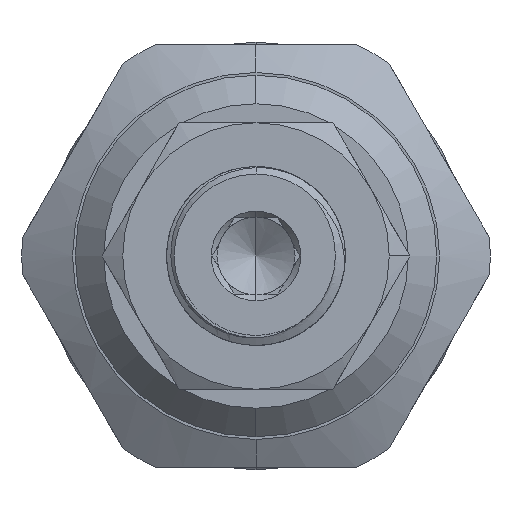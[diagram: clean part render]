
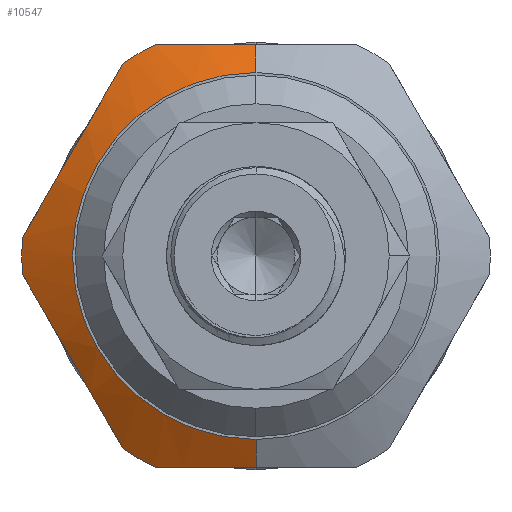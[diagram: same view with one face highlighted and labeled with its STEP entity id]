
A CAD part, left-side view. The second image highlights one B-rep face of the part: STEP entity #10547.
In plain terms, the highlighted conical face has half-angle 60 degrees and reference radius 9.642 mm.
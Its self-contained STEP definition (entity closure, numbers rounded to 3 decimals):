
#49 = CARTESIAN_POINT ( 'NONE',  ( 12., 0., -9.642 ) ) ;
#79 = CARTESIAN_POINT ( 'NONE',  ( 12.911, 10.516, 4.006 ) ) ;
#158 = EDGE_CURVE ( 'NONE', #7315, #7855, #9690, .T. ) ;
#219 = CARTESIAN_POINT ( 'NONE',  ( 13.535, 5.278, -11.11 ) ) ;
#288 = CARTESIAN_POINT ( 'NONE',  ( 13.535, 6.983, 10.126 ) ) ;
#400 = CARTESIAN_POINT ( 'NONE',  ( 12., 0., 0. ) ) ;
#531 = CARTESIAN_POINT ( 'NONE',  ( 13.147, 7.851, -8.621 ) ) ;
#569 = CIRCLE ( 'NONE', #1679, 12.3 ) ;
#700 = VERTEX_POINT ( 'NONE', #4774 ) ;
#839 = VERTEX_POINT ( 'NONE', #5376 ) ;
#860 = DIRECTION ( 'NONE',  ( 0., 0., -1. ) ) ;
#1281 = DIRECTION ( 'NONE',  ( 0.5, 0., -0.866 ) ) ;
#1285 = ORIENTED_EDGE ( 'NONE', *, *, #1490, .F. ) ;
#1328 = VERTEX_POINT ( 'NONE', #4627 ) ;
#1490 = EDGE_CURVE ( 'NONE', #7315, #8041, #3546, .T. ) ;
#1679 = AXIS2_PLACEMENT_3D ( 'NONE', #12013, #9282, #6503 ) ;
#1770 = FACE_OUTER_BOUND ( 'NONE', #9171, .T. ) ;
#1795 = LINE ( 'NONE', #9576, #3112 ) ;
#2059 = CARTESIAN_POINT ( 'NONE',  ( 12.91, 1.775, -11.11 ) ) ;
#2165 = DIRECTION ( 'NONE',  ( -1., 0., 0. ) ) ;
#2182 = DIRECTION ( 'NONE',  ( -1., 0., 0. ) ) ;
#2221 = CARTESIAN_POINT ( 'NONE',  ( 12.909, 8.739, 7.084 ) ) ;
#2279 = CARTESIAN_POINT ( 'NONE',  ( 13.535, 6.983, -10.126 ) ) ;
#2417 = ORIENTED_EDGE ( 'NONE', *, *, #4883, .F. ) ;
#2444 = DIRECTION ( 'NONE',  ( 1., 0., 0. ) ) ;
#2492 = CARTESIAN_POINT ( 'NONE',  ( 12.909, 10.504, -4.026 ) ) ;
#2699 = ORIENTED_EDGE ( 'NONE', *, *, #8646, .T. ) ;
#2823 = CARTESIAN_POINT ( 'NONE',  ( 13.32, 11.827, 1.735 ) ) ;
#2967 = CARTESIAN_POINT ( 'NONE',  ( 12., 0., 9.642 ) ) ;
#3074 = VECTOR ( 'NONE', #1281, 1000. ) ;
#3112 = VECTOR ( 'NONE', #5112, 1000. ) ;
#3260 = ORIENTED_EDGE ( 'NONE', *, *, #8359, .F. ) ;
#3340 = CARTESIAN_POINT ( 'NONE',  ( 12.848, 9.168, -6.34 ) ) ;
#3430 = ORIENTED_EDGE ( 'NONE', *, *, #6056, .T. ) ;
#3546 = B_SPLINE_CURVE_WITH_KNOTS ( 'NONE', 3,
 ( #4711, #2823, #5641, #79, #6799, #7733, #2221, #10458, #10420, #288 ),
 .UNSPECIFIED., .F., .F.,
 ( 4, 2, 2, 2, 4 ),
 ( 0., 0.003, 0.005, 0.008, 0.011 ),
 .UNSPECIFIED. ) ;
#3652 = CARTESIAN_POINT ( 'NONE',  ( 13.535, 12.261, 0.984 ) ) ;
#3746 = CARTESIAN_POINT ( 'NONE',  ( 13.535, 5.278, 11.11 ) ) ;
#3775 = B_SPLINE_CURVE_WITH_KNOTS ( 'NONE', 3,
 ( #7581, #5688, #2059, #5616, #5725, #219 ),
 .UNSPECIFIED., .F., .F.,
 ( 4, 2, 4 ),
 ( 0.016, 0.018, 0.021 ),
 .UNSPECIFIED. ) ;
#4249 = EDGE_CURVE ( 'NONE', #700, #8767, #3775, .T. ) ;
#4272 = VERTEX_POINT ( 'NONE', #49 ) ;
#4613 = CARTESIAN_POINT ( 'NONE',  ( 13.322, 4.419, 11.11 ) ) ;
#4627 = CARTESIAN_POINT ( 'NONE',  ( 13.535, 5.278, 11.11 ) ) ;
#4656 = CARTESIAN_POINT ( 'NONE',  ( 12.91, 1.775, 11.11 ) ) ;
#4711 = CARTESIAN_POINT ( 'NONE',  ( 13.535, 12.261, 0.984 ) ) ;
#4774 = CARTESIAN_POINT ( 'NONE',  ( 12.848, 0., -11.11 ) ) ;
#4883 = EDGE_CURVE ( 'NONE', #7443, #7855, #8337, .T. ) ;
#5006 = CARTESIAN_POINT ( 'NONE',  ( 12., 0., -9.642 ) ) ;
#5112 = DIRECTION ( 'NONE',  ( 0.5, 0., 0.866 ) ) ;
#5114 = CARTESIAN_POINT ( 'NONE',  ( 12.847, 10.056, -4.803 ) ) ;
#5376 = CARTESIAN_POINT ( 'NONE',  ( 12.848, 0., 11.11 ) ) ;
#5501 = CIRCLE ( 'NONE', #11221, 12.3 ) ;
#5616 = CARTESIAN_POINT ( 'NONE',  ( 13.148, 3.549, -11.11 ) ) ;
#5641 = CARTESIAN_POINT ( 'NONE',  ( 13.147, 11.392, 2.489 ) ) ;
#5688 = CARTESIAN_POINT ( 'NONE',  ( 12.848, 0.885, -11.11 ) ) ;
#5725 = CARTESIAN_POINT ( 'NONE',  ( 13.322, 4.419, -11.11 ) ) ;
#5789 = CARTESIAN_POINT ( 'NONE',  ( 13.535, 0., 0. ) ) ;
#5859 = DIRECTION ( 'NONE',  ( 0., 0., 1. ) ) ;
#5920 = ORIENTED_EDGE ( 'NONE', *, *, #10919, .F. ) ;
#6056 = EDGE_CURVE ( 'NONE', #10848, #839, #1795, .T. ) ;
#6140 = CARTESIAN_POINT ( 'NONE',  ( 13.146, 11.389, -2.494 ) ) ;
#6503 = DIRECTION ( 'NONE',  ( 0., 0., -1. ) ) ;
#6799 = CARTESIAN_POINT ( 'NONE',  ( 12.848, 10.075, 4.77 ) ) ;
#6940 = AXIS2_PLACEMENT_3D ( 'NONE', #400, #2165, #5859 ) ;
#7315 = VERTEX_POINT ( 'NONE', #3652 ) ;
#7403 = CARTESIAN_POINT ( 'NONE',  ( 12.848, 0.885, 11.11 ) ) ;
#7443 = VERTEX_POINT ( 'NONE', #2279 ) ;
#7581 = CARTESIAN_POINT ( 'NONE',  ( 12.848, 0., -11.11 ) ) ;
#7733 = CARTESIAN_POINT ( 'NONE',  ( 12.847, 9.188, 6.307 ) ) ;
#7755 = DIRECTION ( 'NONE',  ( 0., 0., -1. ) ) ;
#7855 = VERTEX_POINT ( 'NONE', #8550 ) ;
#7857 = CARTESIAN_POINT ( 'NONE',  ( 13.32, 7.416, -9.375 ) ) ;
#8016 = CARTESIAN_POINT ( 'NONE',  ( 13.535, 6.983, -10.126 ) ) ;
#8041 = VERTEX_POINT ( 'NONE', #11851 ) ;
#8130 = CIRCLE ( 'NONE', #6940, 9.642 ) ;
#8295 = CARTESIAN_POINT ( 'NONE',  ( 13.148, 3.549, 11.11 ) ) ;
#8337 = B_SPLINE_CURVE_WITH_KNOTS ( 'NONE', 3,
 ( #8016, #7857, #531, #11658, #3340, #5114, #2492, #6140, #8873, #8955 ),
 .UNSPECIFIED., .F., .F.,
 ( 4, 2, 2, 2, 4 ),
 ( 0., 0.003, 0.005, 0.008, 0.011 ),
 .UNSPECIFIED. ) ;
#8359 = EDGE_CURVE ( 'NONE', #4272, #700, #9734, .T. ) ;
#8550 = CARTESIAN_POINT ( 'NONE',  ( 13.535, 12.261, -0.984 ) ) ;
#8579 = B_SPLINE_CURVE_WITH_KNOTS ( 'NONE', 3,
 ( #3746, #4613, #8295, #4656, #7403, #11691 ),
 .UNSPECIFIED., .F., .F.,
 ( 4, 2, 4 ),
 ( 0.007, 0.01, 0.013 ),
 .UNSPECIFIED. ) ;
#8646 = EDGE_CURVE ( 'NONE', #7443, #8767, #5501, .T. ) ;
#8755 = EDGE_CURVE ( 'NONE', #1328, #8041, #569, .T. ) ;
#8767 = VERTEX_POINT ( 'NONE', #10175 ) ;
#8873 = CARTESIAN_POINT ( 'NONE',  ( 13.319, 11.826, -1.736 ) ) ;
#8908 = DIRECTION ( 'NONE',  ( 0., 0., -1. ) ) ;
#8942 = ORIENTED_EDGE ( 'NONE', *, *, #158, .T. ) ;
#8955 = CARTESIAN_POINT ( 'NONE',  ( 13.535, 12.261, -0.984 ) ) ;
#9064 = AXIS2_PLACEMENT_3D ( 'NONE', #9779, #2444, #8908 ) ;
#9171 = EDGE_LOOP ( 'NONE', ( #5920, #3430, #9214, #10765, #1285, #8942, #2417, #2699, #10833, #3260 ) ) ;
#9214 = ORIENTED_EDGE ( 'NONE', *, *, #10557, .F. ) ;
#9282 = DIRECTION ( 'NONE',  ( -1., 0., 0. ) ) ;
#9566 = DIRECTION ( 'NONE',  ( -1., 0., 0. ) ) ;
#9576 = CARTESIAN_POINT ( 'NONE',  ( 12., 0., 9.642 ) ) ;
#9595 = CONICAL_SURFACE ( 'NONE', #9064, 9.642, 1.047 ) ;
#9690 = CIRCLE ( 'NONE', #10160, 12.3 ) ;
#9734 = LINE ( 'NONE', #5006, #3074 ) ;
#9779 = CARTESIAN_POINT ( 'NONE',  ( 12., 0., 0. ) ) ;
#10160 = AXIS2_PLACEMENT_3D ( 'NONE', #10438, #9566, #7755 ) ;
#10175 = CARTESIAN_POINT ( 'NONE',  ( 13.535, 5.278, -11.11 ) ) ;
#10420 = CARTESIAN_POINT ( 'NONE',  ( 13.319, 7.417, 9.374 ) ) ;
#10438 = CARTESIAN_POINT ( 'NONE',  ( 13.535, 0., 0. ) ) ;
#10458 = CARTESIAN_POINT ( 'NONE',  ( 13.146, 7.855, 8.616 ) ) ;
#10547 = ADVANCED_FACE ( 'NONE', ( #1770 ), #9595, .T. ) ;
#10557 = EDGE_CURVE ( 'NONE', #1328, #839, #8579, .T. ) ;
#10765 = ORIENTED_EDGE ( 'NONE', *, *, #8755, .T. ) ;
#10833 = ORIENTED_EDGE ( 'NONE', *, *, #4249, .F. ) ;
#10848 = VERTEX_POINT ( 'NONE', #2967 ) ;
#10919 = EDGE_CURVE ( 'NONE', #10848, #4272, #8130, .T. ) ;
#11221 = AXIS2_PLACEMENT_3D ( 'NONE', #5789, #2182, #860 ) ;
#11658 = CARTESIAN_POINT ( 'NONE',  ( 12.911, 8.727, -7.104 ) ) ;
#11691 = CARTESIAN_POINT ( 'NONE',  ( 12.848, 0., 11.11 ) ) ;
#11851 = CARTESIAN_POINT ( 'NONE',  ( 13.535, 6.983, 10.126 ) ) ;
#12013 = CARTESIAN_POINT ( 'NONE',  ( 13.535, 0., 0. ) ) ;
